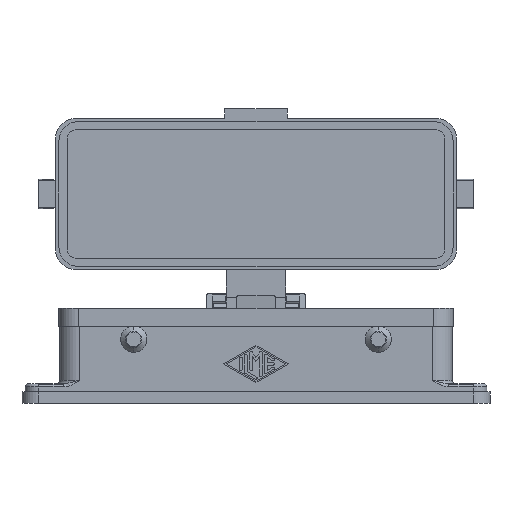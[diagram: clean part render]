
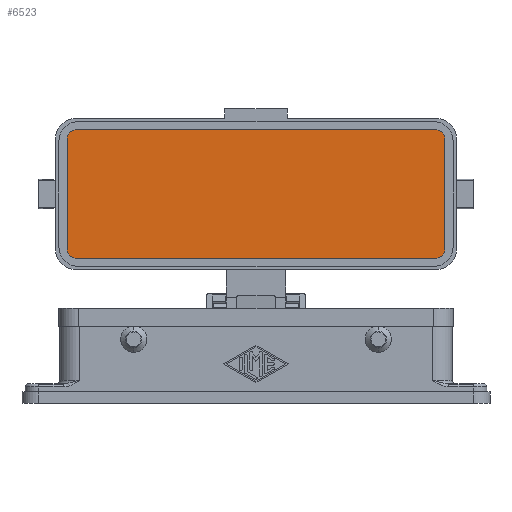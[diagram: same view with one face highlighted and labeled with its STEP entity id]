
A CAD part, front view. The second image highlights one B-rep face of the part: STEP entity #6523.
In plain terms, the highlighted planar face has unit normal (0, -1, 0).
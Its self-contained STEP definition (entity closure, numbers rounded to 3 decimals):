
#5675=CARTESIAN_POINT('',(55.,44.25,44.25));
#5676=VERTEX_POINT('',#5675);
#5683=CARTESIAN_POINT('',(-55.,44.25,44.25));
#5684=VERTEX_POINT('',#5683);
#5685=CARTESIAN_POINT('',(-55.,44.25,44.25));
#5686=DIRECTION('',(1.0,0.0,0.0));
#5687=VECTOR('',#5686,110.);
#5688=LINE('',#5685,#5687);
#5689=EDGE_CURVE('',#5684,#5676,#5688,.T.);
#5706=CARTESIAN_POINT('',(57.5,44.25,46.75));
#5707=VERTEX_POINT('',#5706);
#5714=CARTESIAN_POINT('',(55.,44.25,46.75));
#5715=DIRECTION('',(0.0,-1.0,0.0));
#5716=DIRECTION('',(-1.0,0.0,0.0));
#5717=AXIS2_PLACEMENT_3D('',#5714,#5715,#5716);
#5718=CIRCLE('',#5717,2.5);
#5719=EDGE_CURVE('',#5676,#5707,#5718,.T.);
#5731=CARTESIAN_POINT('',(57.5,44.25,80.75));
#5732=VERTEX_POINT('',#5731);
#5739=CARTESIAN_POINT('',(57.5,44.25,46.75));
#5740=DIRECTION('',(0.0,0.0,1.0));
#5741=VECTOR('',#5740,34.);
#5742=LINE('',#5739,#5741);
#5743=EDGE_CURVE('',#5707,#5732,#5742,.T.);
#5755=CARTESIAN_POINT('',(55.0,44.25,83.25));
#5756=VERTEX_POINT('',#5755);
#5763=CARTESIAN_POINT('',(55.0,44.25,80.75));
#5764=DIRECTION('',(0.0,-1.0,0.0));
#5765=DIRECTION('',(0.0,0.0,-1.0));
#5766=AXIS2_PLACEMENT_3D('',#5763,#5764,#5765);
#5767=CIRCLE('',#5766,2.5);
#5768=EDGE_CURVE('',#5732,#5756,#5767,.T.);
#6137=CARTESIAN_POINT('',(-55.,44.25,83.25));
#6138=VERTEX_POINT('',#6137);
#6145=CARTESIAN_POINT('',(55.0,44.25,83.25));
#6146=DIRECTION('',(-1.0,0.0,0.0));
#6147=VECTOR('',#6146,110.);
#6148=LINE('',#6145,#6147);
#6149=EDGE_CURVE('',#5756,#6138,#6148,.T.);
#6162=CARTESIAN_POINT('',(-57.5,44.25,46.75));
#6163=VERTEX_POINT('',#6162);
#6164=CARTESIAN_POINT('',(-55.,44.25,46.75));
#6165=DIRECTION('',(0.0,-1.0,0.0));
#6166=DIRECTION('',(0.0,0.0,1.0));
#6167=AXIS2_PLACEMENT_3D('',#6164,#6165,#6166);
#6168=CIRCLE('',#6167,2.5);
#6169=EDGE_CURVE('',#6163,#5684,#6168,.T.);
#6187=CARTESIAN_POINT('',(-57.5,44.25,80.75));
#6188=VERTEX_POINT('',#6187);
#6189=CARTESIAN_POINT('',(-57.5,44.25,80.75));
#6190=DIRECTION('',(0.0,0.0,-1.0));
#6191=VECTOR('',#6190,34.);
#6192=LINE('',#6189,#6191);
#6193=EDGE_CURVE('',#6188,#6163,#6192,.T.);
#6211=CARTESIAN_POINT('',(-55.,44.25,80.75));
#6212=DIRECTION('',(0.0,-1.0,0.0));
#6213=DIRECTION('',(1.0,0.0,0.0));
#6214=AXIS2_PLACEMENT_3D('',#6211,#6212,#6213);
#6215=CIRCLE('',#6214,2.5);
#6216=EDGE_CURVE('',#6138,#6188,#6215,.T.);
#6508=CARTESIAN_POINT('',(0.,44.25,63.75));
#6509=DIRECTION('',(0.0,1.0,0.0));
#6510=DIRECTION('',(0.0,0.0,1.0));
#6511=AXIS2_PLACEMENT_3D('',#6508,#6509,#6510);
#6512=PLANE('',#6511);
#6513=ORIENTED_EDGE('',*,*,#6149,.T.);
#6514=ORIENTED_EDGE('',*,*,#6216,.T.);
#6515=ORIENTED_EDGE('',*,*,#6193,.T.);
#6516=ORIENTED_EDGE('',*,*,#6169,.T.);
#6517=ORIENTED_EDGE('',*,*,#5689,.T.);
#6518=ORIENTED_EDGE('',*,*,#5719,.T.);
#6519=ORIENTED_EDGE('',*,*,#5743,.T.);
#6520=ORIENTED_EDGE('',*,*,#5768,.T.);
#6521=EDGE_LOOP('',(#6513,#6514,#6515,#6516,#6517,#6518,#6519,#6520));
#6522=FACE_OUTER_BOUND('',#6521,.T.);
#6523=ADVANCED_FACE('',(#6522),#6512,.F.);
